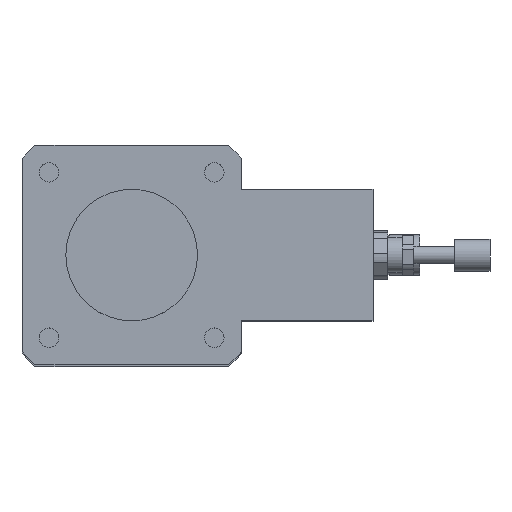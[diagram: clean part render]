
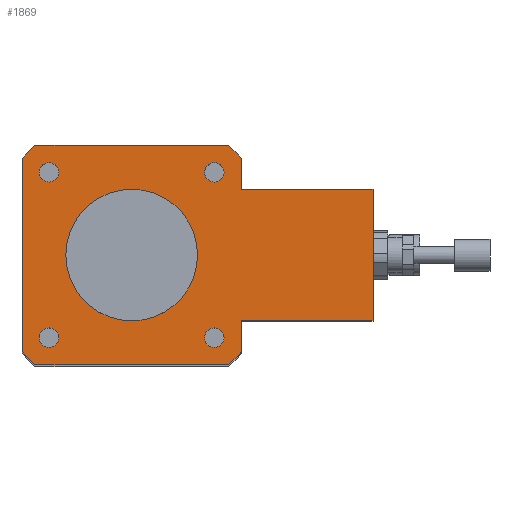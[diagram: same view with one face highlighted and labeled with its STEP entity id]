
A CAD part, top view. The second image highlights one B-rep face of the part: STEP entity #1869.
In plain terms, the highlighted planar face has unit normal (0, 0, 1).
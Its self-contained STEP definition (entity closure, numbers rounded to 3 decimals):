
#247=CARTESIAN_POINT('',(-28.25,24.927,346.));
#248=VERTEX_POINT('',#247);
#249=CARTESIAN_POINT('',(-28.25,28.25,346.));
#250=DIRECTION('',(0.0,0.0,-1.0));
#251=DIRECTION('',(0.0,-1.0,0.0));
#252=AXIS2_PLACEMENT_3D('',#249,#250,#251);
#253=CIRCLE('',#252,3.324);
#254=EDGE_CURVE('',#248,#248,#253,.T.);
#305=CARTESIAN_POINT('',(24.927,28.25,346.));
#306=VERTEX_POINT('',#305);
#307=CARTESIAN_POINT('',(28.25,28.25,346.));
#308=DIRECTION('',(0.0,0.0,-1.0));
#309=DIRECTION('',(-1.0,0.0,0.0));
#310=AXIS2_PLACEMENT_3D('',#307,#308,#309);
#311=CIRCLE('',#310,3.324);
#312=EDGE_CURVE('',#306,#306,#311,.T.);
#363=CARTESIAN_POINT('',(28.25,-24.927,346.));
#364=VERTEX_POINT('',#363);
#365=CARTESIAN_POINT('',(28.25,-28.25,346.));
#366=DIRECTION('',(0.0,0.0,-1.0));
#367=DIRECTION('',(0.0,1.0,0.0));
#368=AXIS2_PLACEMENT_3D('',#365,#366,#367);
#369=CIRCLE('',#368,3.324);
#370=EDGE_CURVE('',#364,#364,#369,.T.);
#421=CARTESIAN_POINT('',(-24.927,-28.25,346.));
#422=VERTEX_POINT('',#421);
#423=CARTESIAN_POINT('',(-28.25,-28.25,346.));
#424=DIRECTION('',(0.0,0.0,-1.0));
#425=DIRECTION('',(1.0,0.0,0.0));
#426=AXIS2_PLACEMENT_3D('',#423,#424,#425);
#427=CIRCLE('',#426,3.324);
#428=EDGE_CURVE('',#422,#422,#427,.T.);
#1173=CARTESIAN_POINT('',(82.5,22.5,346.));
#1174=VERTEX_POINT('',#1173);
#1190=CARTESIAN_POINT('',(37.5,22.5,346.));
#1191=VERTEX_POINT('',#1190);
#1198=CARTESIAN_POINT('',(37.5,22.5,346.));
#1199=DIRECTION('',(1.0,0.0,0.0));
#1200=VECTOR('',#1199,45.);
#1201=LINE('',#1198,#1200);
#1202=EDGE_CURVE('',#1191,#1174,#1201,.T.);
#1236=CARTESIAN_POINT('',(82.5,-22.5,346.));
#1237=VERTEX_POINT('',#1236);
#1244=CARTESIAN_POINT('',(37.5,-22.5,346.));
#1245=VERTEX_POINT('',#1244);
#1246=CARTESIAN_POINT('',(37.5,-22.5,346.));
#1247=DIRECTION('',(1.0,0.0,0.0));
#1248=VECTOR('',#1247,45.);
#1249=LINE('',#1246,#1248);
#1250=EDGE_CURVE('',#1245,#1237,#1249,.T.);
#1269=CARTESIAN_POINT('',(82.5,-22.5,346.));
#1270=DIRECTION('',(0.0,1.0,0.0));
#1271=VECTOR('',#1270,45.0);
#1272=LINE('',#1269,#1271);
#1273=EDGE_CURVE('',#1237,#1174,#1272,.T.);
#1310=CARTESIAN_POINT('',(-22.5,0.0,346.));
#1311=VERTEX_POINT('',#1310);
#1312=CARTESIAN_POINT('',(0.0,0.0,346.));
#1313=DIRECTION('',(0.0,0.0,-1.0));
#1314=DIRECTION('',(-1.0,0.0,0.0));
#1315=AXIS2_PLACEMENT_3D('',#1312,#1313,#1314);
#1316=CIRCLE('',#1315,22.5);
#1317=EDGE_CURVE('',#1311,#1311,#1316,.T.);
#1632=CARTESIAN_POINT('',(33.072,37.5,346.));
#1633=VERTEX_POINT('',#1632);
#1634=CARTESIAN_POINT('',(37.5,33.072,346.));
#1635=VERTEX_POINT('',#1634);
#1636=CARTESIAN_POINT('',(0.,0.,346.0));
#1637=DIRECTION('',(0.,0.,-1.0));
#1638=DIRECTION('',(-0.75,-0.661,0.));
#1639=AXIS2_PLACEMENT_3D('',#1636,#1637,#1638);
#1640=CIRCLE('',#1639,50.0);
#1641=EDGE_CURVE('',#1633,#1635,#1640,.T.);
#1665=CARTESIAN_POINT('',(37.5,-33.072,346.));
#1666=VERTEX_POINT('',#1665);
#1667=CARTESIAN_POINT('',(37.5,-22.5,346.));
#1668=DIRECTION('',(0.0,-1.0,0.0));
#1669=VECTOR('',#1668,10.572);
#1670=LINE('',#1667,#1669);
#1671=EDGE_CURVE('',#1245,#1666,#1670,.T.);
#1681=CARTESIAN_POINT('',(37.5,33.072,346.));
#1682=DIRECTION('',(0.0,-1.0,0.0));
#1683=VECTOR('',#1682,10.572);
#1684=LINE('',#1681,#1683);
#1685=EDGE_CURVE('',#1635,#1191,#1684,.T.);
#1697=CARTESIAN_POINT('',(33.072,-37.5,346.));
#1698=VERTEX_POINT('',#1697);
#1699=CARTESIAN_POINT('',(0.,0.,346.0));
#1700=DIRECTION('',(0.,0.,-1.));
#1701=DIRECTION('',(-0.661,0.75,0.));
#1702=AXIS2_PLACEMENT_3D('',#1699,#1700,#1701);
#1703=CIRCLE('',#1702,50.);
#1704=EDGE_CURVE('',#1666,#1698,#1703,.T.);
#1722=CARTESIAN_POINT('',(-33.072,-37.5,346.));
#1723=VERTEX_POINT('',#1722);
#1724=CARTESIAN_POINT('',(33.072,-37.5,346.));
#1725=DIRECTION('',(-1.0,0.0,0.0));
#1726=VECTOR('',#1725,66.144);
#1727=LINE('',#1724,#1726);
#1728=EDGE_CURVE('',#1698,#1723,#1727,.T.);
#1749=CARTESIAN_POINT('',(-37.5,-33.072,346.));
#1750=VERTEX_POINT('',#1749);
#1751=CARTESIAN_POINT('',(0.,0.,346.0));
#1752=DIRECTION('',(0.,0.,-1.0));
#1753=DIRECTION('',(0.75,0.661,0.));
#1754=AXIS2_PLACEMENT_3D('',#1751,#1752,#1753);
#1755=CIRCLE('',#1754,50.);
#1756=EDGE_CURVE('',#1723,#1750,#1755,.T.);
#1774=CARTESIAN_POINT('',(-37.5,33.072,346.));
#1775=VERTEX_POINT('',#1774);
#1776=CARTESIAN_POINT('',(-37.5,-33.072,346.));
#1777=DIRECTION('',(0.0,1.0,0.0));
#1778=VECTOR('',#1777,66.144);
#1779=LINE('',#1776,#1778);
#1780=EDGE_CURVE('',#1750,#1775,#1779,.T.);
#1798=CARTESIAN_POINT('',(-33.072,37.5,346.));
#1799=VERTEX_POINT('',#1798);
#1800=CARTESIAN_POINT('',(0.,0.,346.0));
#1801=DIRECTION('',(0.,0.,-1.));
#1802=DIRECTION('',(0.661,-0.75,0.));
#1803=AXIS2_PLACEMENT_3D('',#1800,#1801,#1802);
#1804=CIRCLE('',#1803,50.0);
#1805=EDGE_CURVE('',#1775,#1799,#1804,.T.);
#1823=CARTESIAN_POINT('',(-33.072,37.5,346.));
#1824=DIRECTION('',(1.0,0.0,0.0));
#1825=VECTOR('',#1824,66.144);
#1826=LINE('',#1823,#1825);
#1827=EDGE_CURVE('',#1799,#1633,#1826,.T.);
#1835=CARTESIAN_POINT('',(0.,0.,346.));
#1836=DIRECTION('',(0.0,0.0,1.0));
#1837=DIRECTION('',(1.0,0.0,0.0));
#1838=AXIS2_PLACEMENT_3D('',#1835,#1836,#1837);
#1839=PLANE('',#1838);
#1840=ORIENTED_EDGE('',*,*,#1641,.F.);
#1841=ORIENTED_EDGE('',*,*,#1827,.F.);
#1842=ORIENTED_EDGE('',*,*,#1805,.F.);
#1843=ORIENTED_EDGE('',*,*,#1780,.F.);
#1844=ORIENTED_EDGE('',*,*,#1756,.F.);
#1845=ORIENTED_EDGE('',*,*,#1728,.F.);
#1846=ORIENTED_EDGE('',*,*,#1704,.F.);
#1847=ORIENTED_EDGE('',*,*,#1671,.F.);
#1848=ORIENTED_EDGE('',*,*,#1250,.T.);
#1849=ORIENTED_EDGE('',*,*,#1273,.T.);
#1850=ORIENTED_EDGE('',*,*,#1202,.F.);
#1851=ORIENTED_EDGE('',*,*,#1685,.F.);
#1852=EDGE_LOOP('',(#1840,#1841,#1842,#1843,#1844,#1845,#1846,#1847,#1848,#1849,#1850,#1851));
#1853=FACE_OUTER_BOUND('',#1852,.T.);
#1854=ORIENTED_EDGE('',*,*,#254,.T.);
#1855=EDGE_LOOP('',(#1854));
#1856=FACE_BOUND('',#1855,.T.);
#1857=ORIENTED_EDGE('',*,*,#312,.T.);
#1858=EDGE_LOOP('',(#1857));
#1859=FACE_BOUND('',#1858,.T.);
#1860=ORIENTED_EDGE('',*,*,#370,.T.);
#1861=EDGE_LOOP('',(#1860));
#1862=FACE_BOUND('',#1861,.T.);
#1863=ORIENTED_EDGE('',*,*,#428,.T.);
#1864=EDGE_LOOP('',(#1863));
#1865=FACE_BOUND('',#1864,.T.);
#1866=ORIENTED_EDGE('',*,*,#1317,.T.);
#1867=EDGE_LOOP('',(#1866));
#1868=FACE_BOUND('',#1867,.T.);
#1869=ADVANCED_FACE('',(#1853,#1856,#1859,#1862,#1865,#1868),#1839,.T.);
